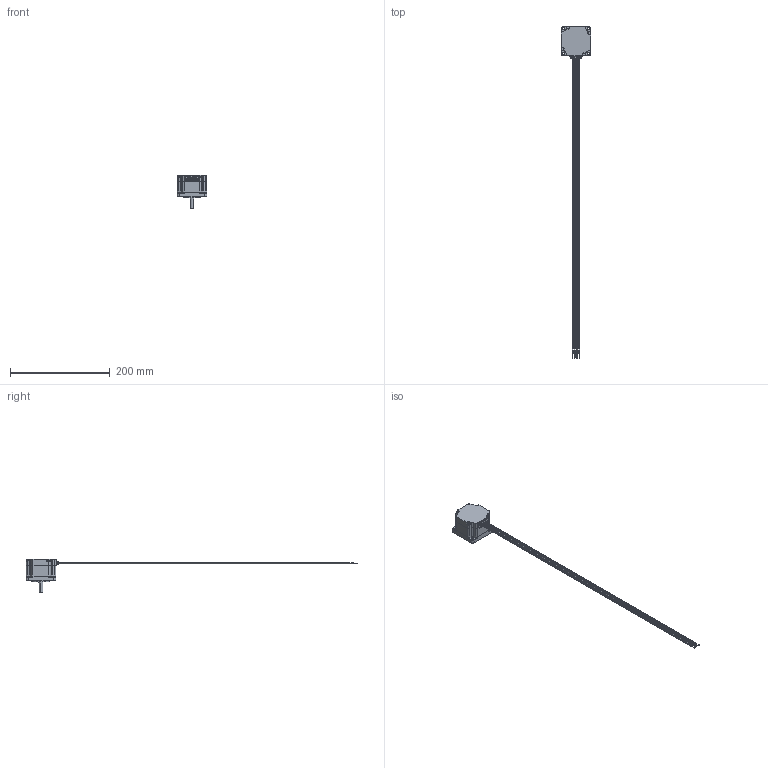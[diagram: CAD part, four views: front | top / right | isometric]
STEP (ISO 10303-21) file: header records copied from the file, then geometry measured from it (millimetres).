
FILE_DESCRIPTION (( 'STEP AP214' ), '1' );
FILE_NAME ('30.PKP564FN_A2.STEP', '2017-01-27T00:01:31', ( 'om' ), ( 'Hewlett-Packard Company' ), 'SwSTEP 2.0', 'SolidWorks 2014', '' );
FILE_SCHEMA (( 'AUTOMOTIVE_DESIGN' ));
Length unit declared in the file: millimetre
Products named in the file (1): 30.PKP564FN_A2
Bounding box: 60 x 665 x 68 mm (x, y, z)
Volume: 150279.3 mm3; surface area: 44735 mm2
Topology: 4 solids, 4 shells, 211 faces, 557 edges, 371 vertices
Faces by surface type: plane 118, cylinder 86, bspline 7
Entity records: 7427 total; most frequent: CARTESIAN_POINT 1317, DIRECTION 1123, ORIENTED_EDGE 1114, EDGE_CURVE 557, AXIS2_PLACEMENT_3D 379, VERTEX_POINT 371, VECTOR 365, LINE 365
